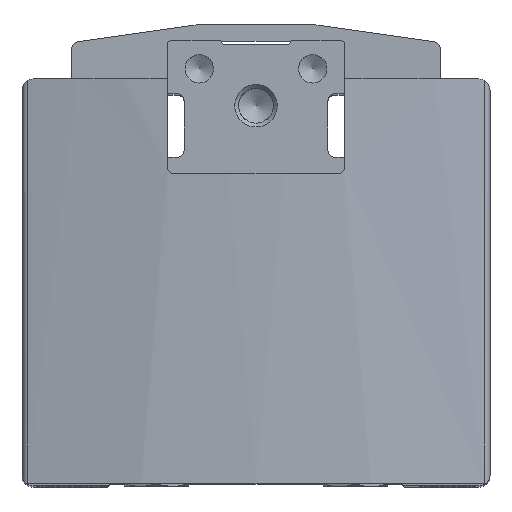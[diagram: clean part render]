
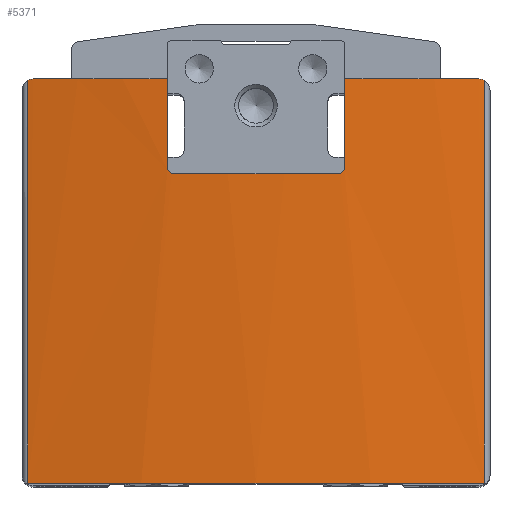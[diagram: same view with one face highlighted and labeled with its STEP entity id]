
A CAD part, top view. The second image highlights one B-rep face of the part: STEP entity #5371.
In plain terms, the highlighted cylindrical face has radius 80 mm (diameter 160 mm), a partial arc.
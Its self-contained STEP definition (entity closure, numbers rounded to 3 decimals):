
#139=ELLIPSE('',#5714,113.137,80.);
#140=ELLIPSE('',#5716,113.137,80.);
#328=LINE('',#7864,#602);
#329=LINE('',#7873,#603);
#330=LINE('',#7881,#604);
#331=LINE('',#7884,#605);
#602=VECTOR('',#6358,1000.);
#603=VECTOR('',#6361,1000.);
#604=VECTOR('',#6368,1000.);
#605=VECTOR('',#6371,1000.);
#817=B_SPLINE_CURVE_WITH_KNOTS('',3,(#7513,#7514,#7515,#7516),
 .UNSPECIFIED.,.F.,.F.,(4,4),(0.,0.),.UNSPECIFIED.);
#837=B_SPLINE_CURVE_WITH_KNOTS('',3,(#7866,#7867,#7868,#7869),
 .UNSPECIFIED.,.F.,.F.,(4,4),(0.,0.),
 .UNSPECIFIED.);
#1030=ORIENTED_EDGE('',*,*,#2096,.F.);
#1031=ORIENTED_EDGE('',*,*,#2097,.F.);
#1032=ORIENTED_EDGE('',*,*,#2098,.T.);
#1033=ORIENTED_EDGE('',*,*,#2099,.F.);
#1034=ORIENTED_EDGE('',*,*,#2100,.F.);
#1035=ORIENTED_EDGE('',*,*,#2101,.F.);
#1036=ORIENTED_EDGE('',*,*,#2102,.F.);
#1037=ORIENTED_EDGE('',*,*,#2103,.F.);
#1038=ORIENTED_EDGE('',*,*,#2104,.F.);
#1039=ORIENTED_EDGE('',*,*,#2105,.F.);
#1040=ORIENTED_EDGE('',*,*,#1978,.T.);
#1041=ORIENTED_EDGE('',*,*,#2106,.T.);
#1978=EDGE_CURVE('',#2517,#2518,#817,.T.);
#2096=EDGE_CURVE('',#2621,#2622,#2951,.T.);
#2097=EDGE_CURVE('',#2623,#2621,#328,.T.);
#2098=EDGE_CURVE('',#2623,#2624,#837,.T.);
#2099=EDGE_CURVE('',#2625,#2624,#2952,.T.);
#2100=EDGE_CURVE('',#2626,#2625,#329,.F.);
#2101=EDGE_CURVE('',#2627,#2626,#139,.T.);
#2102=EDGE_CURVE('',#2628,#2627,#2953,.T.);
#2103=EDGE_CURVE('',#2629,#2628,#140,.T.);
#2104=EDGE_CURVE('',#2630,#2629,#330,.T.);
#2105=EDGE_CURVE('',#2517,#2630,#2954,.T.);
#2106=EDGE_CURVE('',#2518,#2622,#331,.T.);
#2517=VERTEX_POINT('',#7506);
#2518=VERTEX_POINT('',#7512);
#2621=VERTEX_POINT('',#7862);
#2622=VERTEX_POINT('',#7863);
#2623=VERTEX_POINT('',#7865);
#2624=VERTEX_POINT('',#7870);
#2625=VERTEX_POINT('',#7872);
#2626=VERTEX_POINT('',#7874);
#2627=VERTEX_POINT('',#7876);
#2628=VERTEX_POINT('',#7878);
#2629=VERTEX_POINT('',#7880);
#2630=VERTEX_POINT('',#7882);
#2951=CIRCLE('',#5712,80.);
#2952=CIRCLE('',#5713,80.);
#2953=CIRCLE('',#5715,80.);
#2954=CIRCLE('',#5717,80.);
#3157=EDGE_LOOP('',(#1030,#1031,#1032,#1033,#1034,#1035,#1036,#1037,#1038,
#1039,#1040,#1041));
#3543=FACE_BOUND('',#3157,.T.);
#3923=CYLINDRICAL_SURFACE('',#5711,80.);
#5371=ADVANCED_FACE('',(#3543),#3923,.T.);
#5711=AXIS2_PLACEMENT_3D('',#7860,#6354,#6355);
#5712=AXIS2_PLACEMENT_3D('',#7861,#6356,#6357);
#5713=AXIS2_PLACEMENT_3D('',#7871,#6359,#6360);
#5714=AXIS2_PLACEMENT_3D('',#7875,#6362,#6363);
#5715=AXIS2_PLACEMENT_3D('',#7877,#6364,#6365);
#5716=AXIS2_PLACEMENT_3D('',#7879,#6366,#6367);
#5717=AXIS2_PLACEMENT_3D('',#7883,#6369,#6370);
#6354=DIRECTION('',(0.,-1.,0.));
#6355=DIRECTION('',(0.,0.,-1.));
#6356=DIRECTION('',(0.,-1.,0.));
#6357=DIRECTION('',(0.,0.,-1.));
#6358=DIRECTION('',(0.,-1.,0.));
#6359=DIRECTION('',(0.,1.,0.));
#6360=DIRECTION('',(1.,0.,0.));
#6361=DIRECTION('',(0.,-1.,0.));
#6362=DIRECTION('',(-0.707,0.707,0.));
#6363=DIRECTION('',(-0.707,-0.707,0.));
#6364=DIRECTION('',(0.,1.,0.));
#6365=DIRECTION('',(0.,0.,1.));
#6366=DIRECTION('',(0.707,0.707,0.));
#6367=DIRECTION('',(0.707,-0.707,0.));
#6368=DIRECTION('',(0.,-1.,0.));
#6369=DIRECTION('',(0.,1.,0.));
#6370=DIRECTION('',(1.,0.,0.));
#6371=DIRECTION('',(0.,-1.,0.));
#7506=CARTESIAN_POINT('',(-15.7,28.7,26.444));
#7512=CARTESIAN_POINT('',(-16.101,28.592,26.363));
#7513=CARTESIAN_POINT('',(-15.7,28.7,26.444));
#7514=CARTESIAN_POINT('',(-15.841,28.7,26.416));
#7515=CARTESIAN_POINT('',(-15.978,28.663,26.388));
#7516=CARTESIAN_POINT('',(-16.101,28.592,26.363));
#7860=CARTESIAN_POINT('',(0.,28.7,-52.));
#7861=CARTESIAN_POINT('',(0.,0.2,-52.));
#7862=CARTESIAN_POINT('',(16.101,0.2,26.363));
#7863=CARTESIAN_POINT('',(-16.101,0.2,26.363));
#7864=CARTESIAN_POINT('',(16.101,28.7,26.363));
#7865=CARTESIAN_POINT('',(16.101,28.592,26.363));
#7866=CARTESIAN_POINT('',(16.101,28.592,26.363));
#7867=CARTESIAN_POINT('',(15.978,28.663,26.388));
#7868=CARTESIAN_POINT('',(15.841,28.7,26.416));
#7869=CARTESIAN_POINT('',(15.7,28.7,26.444));
#7870=CARTESIAN_POINT('',(15.7,28.7,26.444));
#7871=CARTESIAN_POINT('',(0.,28.7,-52.));
#7872=CARTESIAN_POINT('',(6.25,28.7,27.755));
#7873=CARTESIAN_POINT('',(6.25,28.7,27.755));
#7874=CARTESIAN_POINT('',(6.25,22.3,27.755));
#7875=CARTESIAN_POINT('',(0.,16.05,-52.));
#7876=CARTESIAN_POINT('',(5.95,22.,27.778));
#7877=CARTESIAN_POINT('',(0.,22.,-52.));
#7878=CARTESIAN_POINT('',(-5.95,22.,27.778));
#7879=CARTESIAN_POINT('',(0.,16.05,-52.));
#7880=CARTESIAN_POINT('',(-6.25,22.3,27.755));
#7881=CARTESIAN_POINT('',(-6.25,28.7,27.755));
#7882=CARTESIAN_POINT('',(-6.25,28.7,27.755));
#7883=CARTESIAN_POINT('',(0.,28.7,-52.));
#7884=CARTESIAN_POINT('',(-16.101,28.7,26.363));
